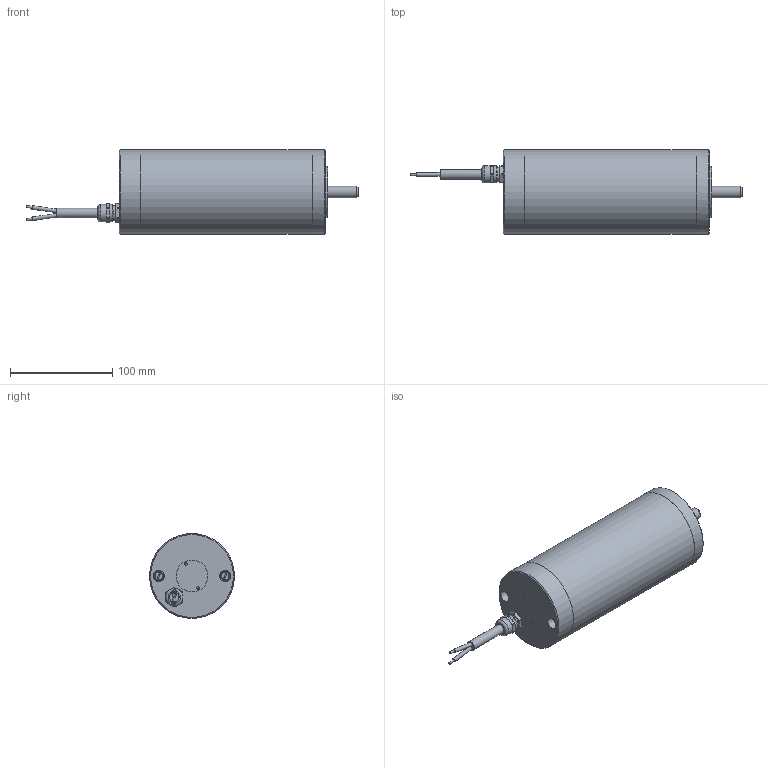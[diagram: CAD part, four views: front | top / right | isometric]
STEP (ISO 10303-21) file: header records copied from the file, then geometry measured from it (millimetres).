
FILE_DESCRIPTION (( 'STEP AP203' ), '1' );
FILE_NAME ('VGM 5480.STEP', '2019-11-21T12:27:22', ( '' ), ( '' ), 'SwSTEP 2.0', 'SolidWorks 2019', '' );
FILE_SCHEMA (( 'CONFIG_CONTROL_DESIGN' ));
Length unit declared in the file: millimetre
Products named in the file (1): VGM 5480
Bounding box: 324.93 x 83 x 83 mm (x, y, z)
Volume: 1102697.9 mm3; surface area: 69605.1 mm2
Topology: 1 solids, 1 shells, 125 faces, 267 edges, 170 vertices
Faces by surface type: plane 72, cylinder 39, cone 8, torus 5, sphere 1
Full cylindrical faces by diameter (mm): 2 x2, 2.6 x2, 3.5 x2, 4.2 x4, 9 x2, 9.3 x1, 11 x3, 12 x1, 13 x1, 14 x1, 17 x2, 31.2 x1, 50 x1, 82.994 x2, 83 x1
Entity records: 3283 total; most frequent: CARTESIAN_POINT 646, DIRECTION 570, ORIENTED_EDGE 442, AXIS2_PLACEMENT_3D 244, EDGE_CURVE 221, EDGE_LOOP 185, VERTEX_POINT 158, FACE_OUTER_BOUND 152
